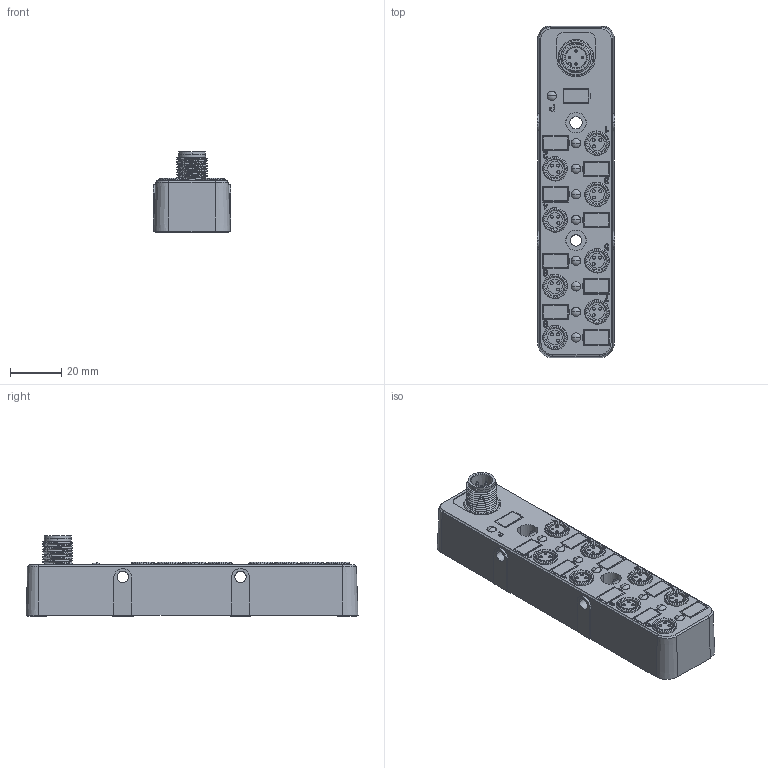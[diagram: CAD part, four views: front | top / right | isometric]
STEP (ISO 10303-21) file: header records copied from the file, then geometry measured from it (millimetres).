
FILE_DESCRIPTION(/* description */ (''),/* implementation_level */ '2;1');
FILE_NAME(/* name */ 'LKHA-8DIO-M8_市场.stp',/* time_stamp */ '2025-10-29T17:16:05+08:00',/* author */ (''),/* organization */ (''),/* preprocessor_version */ 'ST-DEVELOPER v16',/* originating_system */ 'SIEMENS PLM Software NX 10.0',/* authorisation */ '');
FILE_SCHEMA (('AUTOMOTIVE_DESIGN { 1 0 10303 214 3 1 1 1 }'));
Products named in the file (1): chan6A78B145vbgx
Bounding box: 30.4 x 129.88 x 31.3 mm (x, y, z)
Volume: 72511.4 mm3; surface area: 19856.1 mm2
Topology: 1 solids, 1 shells, 2431 faces, 6954 edges, 4662 vertices
Faces by surface type: plane 1849, cylinder 397, cone 72, bspline 49, torus 28, sphere 28, extrusion 8
Entity records: 83388 total; most frequent: CARTESIAN_POINT 17249, ORIENTED_EDGE 13852, DIRECTION 12831, EDGE_CURVE 6926, VECTOR 5545, LINE 5537, VERTEX_POINT 4662, AXIS2_PLACEMENT_3D 3643
